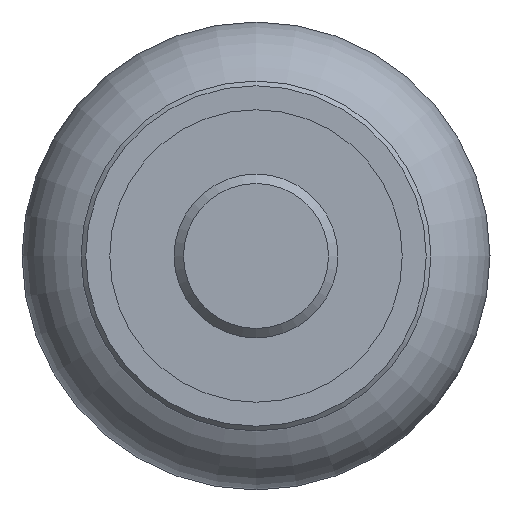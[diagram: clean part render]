
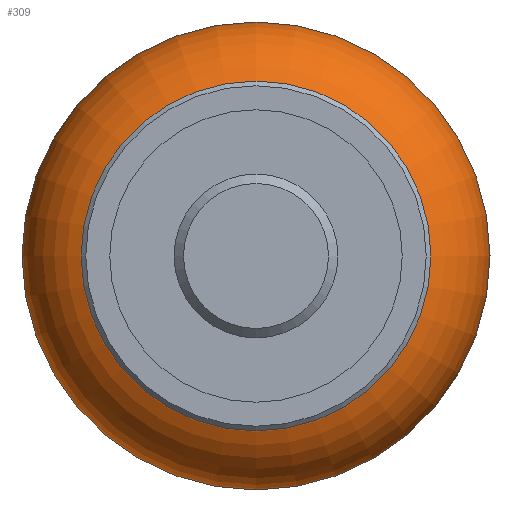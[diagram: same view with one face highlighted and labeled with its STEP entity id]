
A CAD part, left-side view. The second image highlights one B-rep face of the part: STEP entity #309.
In plain terms, the highlighted toroidal (fillet/blend) face has major radius 11.9 mm and minor radius 8.1 mm.
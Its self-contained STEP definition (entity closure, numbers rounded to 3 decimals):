
#49=TOROIDAL_SURFACE('',#348,11.9,8.1);
#66=FACE_BOUND('',#120,.T.);
#86=FACE_OUTER_BOUND('',#119,.T.);
#119=EDGE_LOOP('',(#239));
#120=EDGE_LOOP('',(#240));
#162=CIRCLE('',#347,12.5);
#163=CIRCLE('',#349,20.);
#186=VERTEX_POINT('',#535);
#187=VERTEX_POINT('',#538);
#210=EDGE_CURVE('',#186,#186,#162,.T.);
#211=EDGE_CURVE('',#187,#187,#163,.T.);
#239=ORIENTED_EDGE('',*,*,#211,.F.);
#240=ORIENTED_EDGE('',*,*,#210,.T.);
#309=ADVANCED_FACE('',(#86,#66),#49,.T.);
#347=AXIS2_PLACEMENT_3D('',#536,#419,#420);
#348=AXIS2_PLACEMENT_3D('',#537,#421,#422);
#349=AXIS2_PLACEMENT_3D('',#539,#423,#424);
#419=DIRECTION('center_axis',(1.,0.,0.));
#420=DIRECTION('ref_axis',(0.,1.,0.));
#421=DIRECTION('center_axis',(1.,0.,0.));
#422=DIRECTION('ref_axis',(0.,0.,-1.));
#423=DIRECTION('center_axis',(1.,0.,0.));
#424=DIRECTION('ref_axis',(0.,1.,0.));
#535=CARTESIAN_POINT('',(2.622,12.5,0.));
#536=CARTESIAN_POINT('Origin',(2.622,0.,0.));
#537=CARTESIAN_POINT('Origin',(10.7,0.,0.));
#538=CARTESIAN_POINT('',(10.7,20.,0.));
#539=CARTESIAN_POINT('Origin',(10.7,0.,0.));
